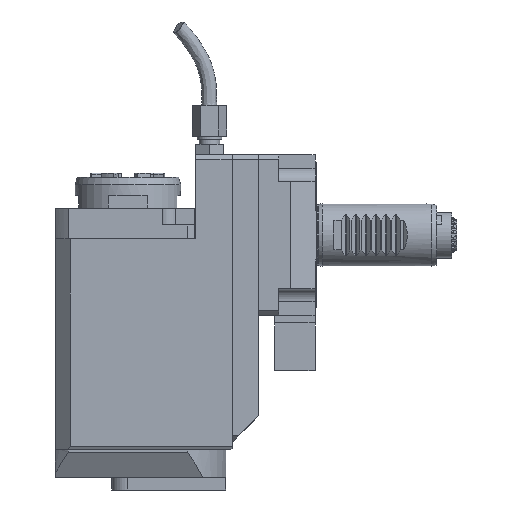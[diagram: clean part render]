
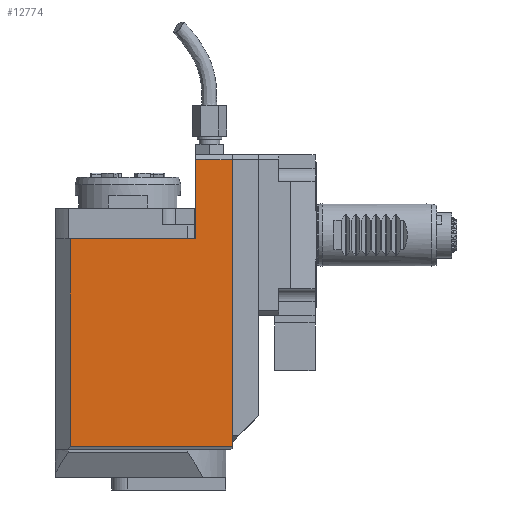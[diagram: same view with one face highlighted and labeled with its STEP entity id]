
A CAD part, left-side view. The second image highlights one B-rep face of the part: STEP entity #12774.
In plain terms, the highlighted planar face has unit normal (-1, 0, 0).
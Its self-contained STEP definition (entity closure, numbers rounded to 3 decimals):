
#16 = VECTOR ( 'NONE', #25425, 1000. ) ;
#213 = EDGE_CURVE ( 'NONE', #24479, #17555, #28633, .T. ) ;
#856 = CARTESIAN_POINT ( 'NONE',  ( -32., 81., -1.5 ) ) ;
#1942 = EDGE_CURVE ( 'NONE', #13161, #13721, #20572, .T. ) ;
#2335 = VECTOR ( 'NONE', #31898, 1000. ) ;
#2340 = DIRECTION ( 'NONE',  ( 0., 0., -1. ) ) ;
#2405 = CARTESIAN_POINT ( 'NONE',  ( -32., 25., -1.5 ) ) ;
#4854 = CARTESIAN_POINT ( 'NONE',  ( -32., 10.5, -74. ) ) ;
#6260 = ORIENTED_EDGE ( 'NONE', *, *, #16931, .F. ) ;
#6725 = ORIENTED_EDGE ( 'NONE', *, *, #1942, .T. ) ;
#6793 = AXIS2_PLACEMENT_3D ( 'NONE', #21661, #15914, #8115 ) ;
#6908 = VERTEX_POINT ( 'NONE', #32239 ) ;
#7461 = CARTESIAN_POINT ( 'NONE',  ( -32., 10.5, -74. ) ) ;
#8115 = DIRECTION ( 'NONE',  ( 0., 0., -1. ) ) ;
#8913 = CARTESIAN_POINT ( 'NONE',  ( -32., 10.5, 30. ) ) ;
#10344 = VECTOR ( 'NONE', #25685, 1000. ) ;
#10683 = ORIENTED_EDGE ( 'NONE', *, *, #22204, .T. ) ;
#10868 = CARTESIAN_POINT ( 'NONE',  ( -32., 75., 0. ) ) ;
#11112 = PLANE ( 'NONE',  #6793 ) ;
#12507 = VECTOR ( 'NONE', #26509, 1000. ) ;
#12774 = ADVANCED_FACE ( 'Defeature completata1_8', ( #13757 ), #11112, .F. ) ;
#12967 = LINE ( 'NONE', #4854, #2335 ) ;
#13161 = VERTEX_POINT ( 'NONE', #23818 ) ;
#13721 = VERTEX_POINT ( 'NONE', #18010 ) ;
#13757 = FACE_OUTER_BOUND ( 'NONE', #19671, .T. ) ;
#14034 = ORIENTED_EDGE ( 'NONE', *, *, #19829, .F. ) ;
#14506 = LINE ( 'NONE', #856, #16 ) ;
#14634 = VECTOR ( 'NONE', #2340, 1000. ) ;
#15468 = VERTEX_POINT ( 'NONE', #2405 ) ;
#15914 = DIRECTION ( 'NONE',  ( 1., 0., 0. ) ) ;
#16410 = CARTESIAN_POINT ( 'NONE',  ( -32., 25., 30. ) ) ;
#16483 = CARTESIAN_POINT ( 'NONE',  ( -32., 10.5, -80. ) ) ;
#16931 = EDGE_CURVE ( 'NONE', #6908, #15468, #14506, .T. ) ;
#17555 = VERTEX_POINT ( 'NONE', #16410 ) ;
#18001 = EDGE_CURVE ( 'NONE', #31012, #13721, #31849, .T. ) ;
#18010 = CARTESIAN_POINT ( 'NONE',  ( -32., 10.5, -84.201 ) ) ;
#18077 = EDGE_CURVE ( 'NONE', #24479, #31012, #12967, .T. ) ;
#18729 = DIRECTION ( 'NONE',  ( 0., -1., 0. ) ) ;
#19671 = EDGE_LOOP ( 'NONE', ( #10683, #6725, #24515, #22465, #31134, #14034, #6260 ) ) ;
#19829 = EDGE_CURVE ( 'NONE', #15468, #17555, #22834, .T. ) ;
#20148 = CARTESIAN_POINT ( 'NONE',  ( -32., 25., -1.5 ) ) ;
#20572 = LINE ( 'NONE', #24438, #23710 ) ;
#21661 = CARTESIAN_POINT ( 'NONE',  ( -32., 52., 0. ) ) ;
#22204 = EDGE_CURVE ( 'NONE', #6908, #13161, #24429, .T. ) ;
#22465 = ORIENTED_EDGE ( 'NONE', *, *, #18077, .F. ) ;
#22834 = LINE ( 'NONE', #20148, #10344 ) ;
#23710 = VECTOR ( 'NONE', #18729, 1000. ) ;
#23818 = CARTESIAN_POINT ( 'NONE',  ( -32., 75., -84.201 ) ) ;
#24429 = LINE ( 'NONE', #10868, #14634 ) ;
#24438 = CARTESIAN_POINT ( 'NONE',  ( -32., 52., -84.201 ) ) ;
#24479 = VERTEX_POINT ( 'NONE', #8913 ) ;
#24515 = ORIENTED_EDGE ( 'NONE', *, *, #18001, .F. ) ;
#25425 = DIRECTION ( 'NONE',  ( 0., -1., 0. ) ) ;
#25685 = DIRECTION ( 'NONE',  ( 0., 0., 1. ) ) ;
#25963 = DIRECTION ( 'NONE',  ( 0., 1., 0. ) ) ;
#26509 = DIRECTION ( 'NONE',  ( 0., 0., -1. ) ) ;
#28633 = LINE ( 'NONE', #30806, #34922 ) ;
#30806 = CARTESIAN_POINT ( 'NONE',  ( -32., 52., 30. ) ) ;
#31012 = VERTEX_POINT ( 'NONE', #16483 ) ;
#31134 = ORIENTED_EDGE ( 'NONE', *, *, #213, .T. ) ;
#31849 = LINE ( 'NONE', #7461, #12507 ) ;
#31898 = DIRECTION ( 'NONE',  ( 0., 0., -1. ) ) ;
#32239 = CARTESIAN_POINT ( 'NONE',  ( -32., 75., -1.5 ) ) ;
#34922 = VECTOR ( 'NONE', #25963, 1000. ) ;
